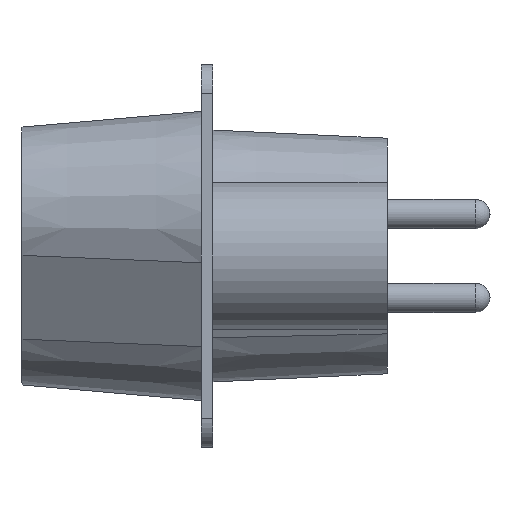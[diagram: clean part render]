
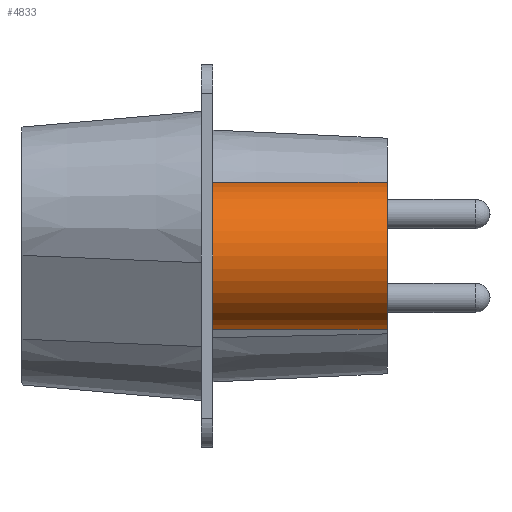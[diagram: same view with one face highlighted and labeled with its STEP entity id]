
A CAD part, left-side view. The second image highlights one B-rep face of the part: STEP entity #4833.
In plain terms, the highlighted cylindrical face has radius 2.5 mm (diameter 5 mm), a partial arc.
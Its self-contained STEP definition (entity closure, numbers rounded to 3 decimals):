
#969 = VERTEX_POINT ( 'NONE', #1125 ) ;
#971 = EDGE_CURVE ( 'NONE', #969, #972, #1124, .T. ) ;
#972 = VERTEX_POINT ( 'NONE', #1120 ) ;
#1120 = CARTESIAN_POINT ( 'NONE',  ( -6.985, 5.9, -3.92 ) ) ;
#1121 = DIRECTION ( 'NONE',  ( 0., 1., 0. ) ) ;
#1122 = VECTOR ( 'NONE', #1121, 1000. ) ;
#1123 = CARTESIAN_POINT ( 'NONE',  ( -6.985, 0., -3.92 ) ) ;
#1124 = LINE ( 'NONE', #1123, #1122 ) ;
#1125 = CARTESIAN_POINT ( 'NONE',  ( -6.985, 0., -3.92 ) ) ;
#2414 = DIRECTION ( 'NONE',  ( 0., 0., 1. ) ) ;
#2415 = DIRECTION ( 'NONE',  ( 0., 1., 0. ) ) ;
#2416 = CARTESIAN_POINT ( 'NONE',  ( -6.985, 0., -1.42 ) ) ;
#2417 = AXIS2_PLACEMENT_3D ( 'NONE', #2416, #2415, #2414 ) ;
#2419 = CIRCLE ( 'NONE', #2417, 2.5 ) ;
#2463 = FACE_OUTER_BOUND ( 'NONE', #4840, .T. ) ;
#2504 = DIRECTION ( 'NONE',  ( 0., 0., 1. ) ) ;
#2505 = DIRECTION ( 'NONE',  ( 0., 1., 0. ) ) ;
#2506 = AXIS2_PLACEMENT_3D ( 'NONE', #2508, #2505, #2504 ) ;
#2507 = CYLINDRICAL_SURFACE ( 'NONE', #2506, 2.5 ) ;
#2508 = CARTESIAN_POINT ( 'NONE',  ( -6.985, 0., -1.42 ) ) ;
#4153 = CARTESIAN_POINT ( 'NONE',  ( -6.985, 5.9, -1.42 ) ) ;
#4209 = DIRECTION ( 'NONE',  ( 0., 0., 1. ) ) ;
#4210 = DIRECTION ( 'NONE',  ( 0., 1., 0. ) ) ;
#4211 = AXIS2_PLACEMENT_3D ( 'NONE', #4153, #4210, #4209 ) ;
#4212 = CIRCLE ( 'NONE', #4211, 2.5 ) ;
#4287 = CARTESIAN_POINT ( 'NONE',  ( -6.985, 5.9, 1.08 ) ) ;
#4304 = CARTESIAN_POINT ( 'NONE',  ( -6.985, 0., 1.08 ) ) ;
#4358 = DIRECTION ( 'NONE',  ( 0., 1., 0. ) ) ;
#4359 = VECTOR ( 'NONE', #4358, 1000. ) ;
#4360 = CARTESIAN_POINT ( 'NONE',  ( -6.985, 0., 1.08 ) ) ;
#4361 = LINE ( 'NONE', #4360, #4359 ) ;
#4787 = EDGE_CURVE ( 'NONE', #969, #5617, #2419, .T. ) ;
#4788 = ORIENTED_EDGE ( 'NONE', *, *, #5647, .T. ) ;
#4789 = ORIENTED_EDGE ( 'NONE', *, *, #5576, .F. ) ;
#4833 = ADVANCED_FACE ( 'NONE', ( #2463 ), #2507, .T. ) ;
#4840 = EDGE_LOOP ( 'NONE', ( #4841, #4842, #4788, #4789 ) ) ;
#4841 = ORIENTED_EDGE ( 'NONE', *, *, #971, .F. ) ;
#4842 = ORIENTED_EDGE ( 'NONE', *, *, #4787, .T. ) ;
#5576 = EDGE_CURVE ( 'NONE', #972, #5625, #4212, .T. ) ;
#5617 = VERTEX_POINT ( 'NONE', #4304 ) ;
#5625 = VERTEX_POINT ( 'NONE', #4287 ) ;
#5647 = EDGE_CURVE ( 'NONE', #5617, #5625, #4361, .T. ) ;
